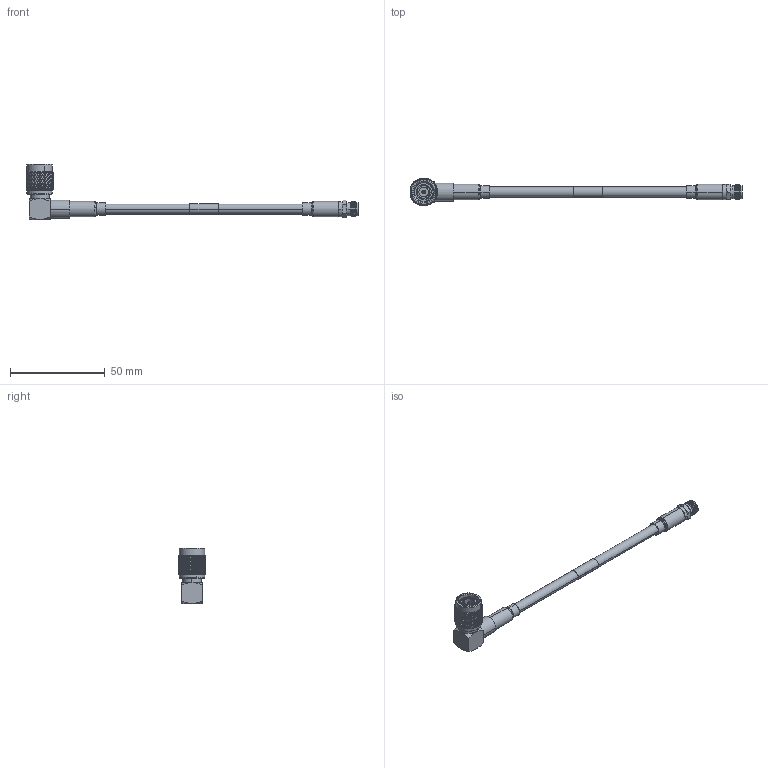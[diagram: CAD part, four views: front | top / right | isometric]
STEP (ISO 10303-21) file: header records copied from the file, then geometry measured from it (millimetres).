
FILE_DESCRIPTION (( 'STEP AP203' ), '1' );
FILE_NAME ('FMCA2742.STEP', '2022-03-09T18:45:23', ( '' ), ( '' ), 'SwSTEP 2.0', 'SolidWorks 2021', '' );
FILE_SCHEMA (( 'CONFIG_CONTROL_DESIGN' ));
Length unit declared in the file: millimetre
Products named in the file (8): CA-240-MA1_.75" Long; PE4412-MA3; PE4412-MA1; FMCN1747___; PE4412-MA2; RG223_with label; SC4264_1; FMCA2742
Assembly tree (8 placements, depth 3):
  FMCA2742
    RG223_with label
    CA-240-MA1_.75" Long  x2
    FMCN1747___
      PE4412-MA1
      PE4412-MA2
      PE4412-MA3
    SC4264_1
Bounding box: 175.65 x 14.5 x 29.1 mm (x, y, z)
Volume: 7906.5 mm3; surface area: 9448 mm2
Topology: 9 solids, 9 shells, 3245 faces, 6935 edges, 3723 vertices
Faces by surface type: bspline 2325, cylinder 699, plane 112, cone 93, torus 16
Entity records: 122090 total; most frequent: CARTESIAN_POINT 78333, ORIENTED_EDGE 13774, EDGE_CURVE 6887, VERTEX_POINT 3699, EDGE_LOOP 3254, FACE_OUTER_BOUND 3223, ADVANCED_FACE 3223, DIRECTION 2979
